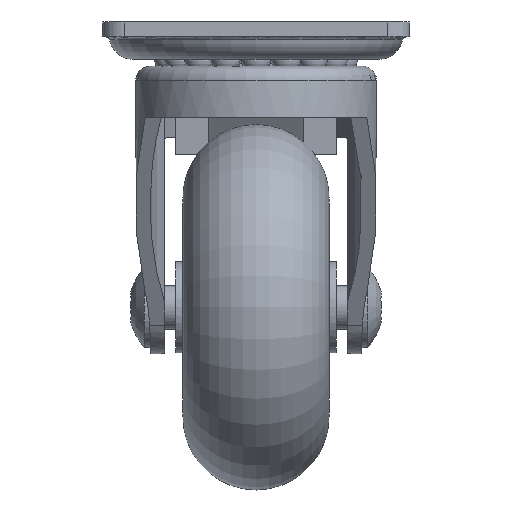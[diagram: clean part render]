
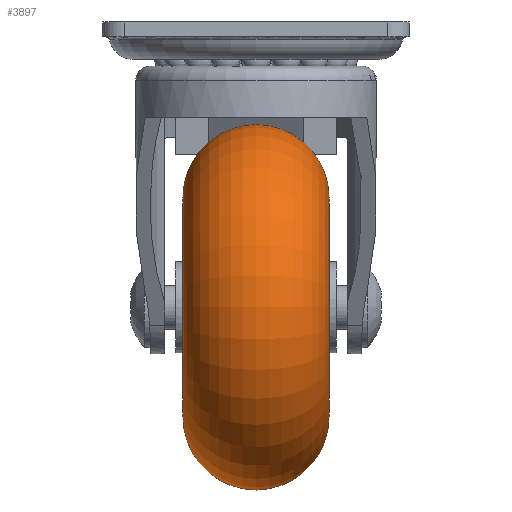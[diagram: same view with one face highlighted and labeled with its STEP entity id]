
A CAD part, front view. The second image highlights one B-rep face of the part: STEP entity #3897.
In plain terms, the highlighted toroidal (fillet/blend) face has major radius 15 mm and minor radius 10 mm.
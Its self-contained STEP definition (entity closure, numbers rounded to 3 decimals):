
#134=TOROIDAL_SURFACE('',#4211,15.,10.);
#945=FACE_OUTER_BOUND('',#1192,.T.);
#1192=EDGE_LOOP('',(#2772,#2773,#2774,#2775,#2776,#2777));
#1451=CIRCLE('',#4201,15.);
#1452=CIRCLE('',#4202,15.);
#1456=CIRCLE('',#4209,15.);
#1457=CIRCLE('',#4210,15.);
#1458=CIRCLE('',#4212,10.);
#1666=VERTEX_POINT('',#5957);
#1667=VERTEX_POINT('',#5958);
#1671=VERTEX_POINT('',#5972);
#1672=VERTEX_POINT('',#5973);
#2098=EDGE_CURVE('',#1666,#1667,#1451,.T.);
#2099=EDGE_CURVE('',#1667,#1666,#1452,.T.);
#2105=EDGE_CURVE('',#1671,#1672,#1456,.T.);
#2106=EDGE_CURVE('',#1672,#1671,#1457,.T.);
#2107=EDGE_CURVE('',#1672,#1667,#1458,.T.);
#2772=ORIENTED_EDGE('',*,*,#2105,.F.);
#2773=ORIENTED_EDGE('',*,*,#2106,.F.);
#2774=ORIENTED_EDGE('',*,*,#2107,.T.);
#2775=ORIENTED_EDGE('',*,*,#2099,.T.);
#2776=ORIENTED_EDGE('',*,*,#2098,.T.);
#2777=ORIENTED_EDGE('',*,*,#2107,.F.);
#3897=ADVANCED_FACE('',(#945),#134,.T.);
#4201=AXIS2_PLACEMENT_3D('',#5959,#4759,#4760);
#4202=AXIS2_PLACEMENT_3D('',#5960,#4761,#4762);
#4209=AXIS2_PLACEMENT_3D('',#5974,#4777,#4778);
#4210=AXIS2_PLACEMENT_3D('',#5975,#4779,#4780);
#4211=AXIS2_PLACEMENT_3D('',#5976,#4781,#4782);
#4212=AXIS2_PLACEMENT_3D('',#5977,#4783,#4784);
#4759=DIRECTION('center_axis',(1.,0.,0.));
#4760=DIRECTION('ref_axis',(0.,0.,-1.));
#4761=DIRECTION('center_axis',(1.,0.,0.));
#4762=DIRECTION('ref_axis',(0.,0.,-1.));
#4777=DIRECTION('center_axis',(1.,0.,0.));
#4778=DIRECTION('ref_axis',(0.,0.,-1.));
#4779=DIRECTION('center_axis',(1.,0.,0.));
#4780=DIRECTION('ref_axis',(0.,0.,-1.));
#4781=DIRECTION('center_axis',(1.,0.,0.));
#4782=DIRECTION('ref_axis',(0.,0.,-1.));
#4783=DIRECTION('center_axis',(0.,-1.,0.));
#4784=DIRECTION('ref_axis',(0.,0.,
1.));
#5957=CARTESIAN_POINT('',(-10.,15.,0.));
#5958=CARTESIAN_POINT('',(-10.,0.,15.));
#5959=CARTESIAN_POINT('Origin',(-10.,0.,0.));
#5960=CARTESIAN_POINT('Origin',(-10.,0.,0.));
#5972=CARTESIAN_POINT('',(10.,15.,0.));
#5973=CARTESIAN_POINT('',(10.,0.,15.));
#5974=CARTESIAN_POINT('Origin',(10.,0.,0.));
#5975=CARTESIAN_POINT('Origin',(10.,0.,0.));
#5976=CARTESIAN_POINT('Origin',(0.,0.,
0.));
#5977=CARTESIAN_POINT('Origin',(0.,0.,
15.));
